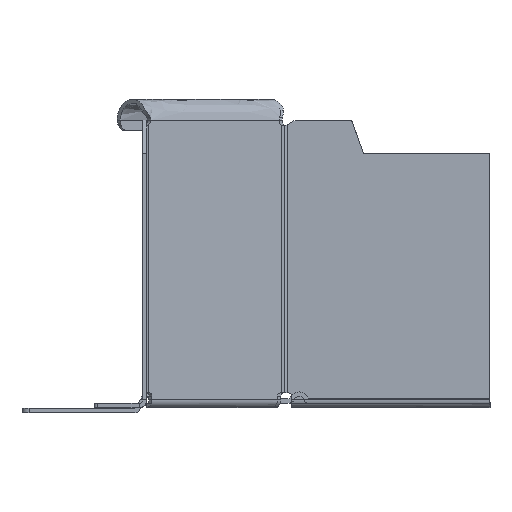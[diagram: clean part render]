
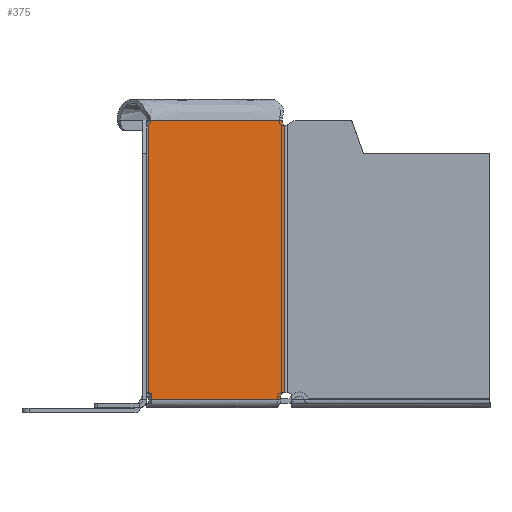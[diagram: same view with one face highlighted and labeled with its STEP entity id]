
A CAD part, front view. The second image highlights one B-rep face of the part: STEP entity #375.
In plain terms, the highlighted planar face has unit normal (0.707, -0.707, 0).
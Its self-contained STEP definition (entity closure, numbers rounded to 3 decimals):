
#375=ADVANCED_FACE('',(#774),#6185,.T.);
#774=FACE_OUTER_BOUND('',#1193,.T.);
#1193=EDGE_LOOP('',(#2962,#2963,#2964,#2965,#2966,#2967,#2968,#2969,#2970,
#2971,#2972,#2973));
#2962=ORIENTED_EDGE('',*,*,#4135,.T.);
#2963=ORIENTED_EDGE('',*,*,#4136,.T.);
#2964=ORIENTED_EDGE('',*,*,#4137,.T.);
#2965=ORIENTED_EDGE('',*,*,#4138,.T.);
#2966=ORIENTED_EDGE('',*,*,#4139,.T.);
#2967=ORIENTED_EDGE('',*,*,#4140,.T.);
#2968=ORIENTED_EDGE('',*,*,#4141,.T.);
#2969=ORIENTED_EDGE('',*,*,#4142,.T.);
#2970=ORIENTED_EDGE('',*,*,#4143,.T.);
#2971=ORIENTED_EDGE('',*,*,#4165,.T.);
#2972=ORIENTED_EDGE('',*,*,#4144,.T.);
#2973=ORIENTED_EDGE('',*,*,#4145,.T.);
#4135=EDGE_CURVE('',#5844,#5845,#5189,.T.);
#4136=EDGE_CURVE('',#5845,#5846,#5190,.T.);
#4137=EDGE_CURVE('',#5846,#5847,#4384,.T.);
#4138=EDGE_CURVE('',#5847,#5848,#5191,.T.);
#4139=EDGE_CURVE('',#5848,#5849,#5192,.T.);
#4140=EDGE_CURVE('',#5849,#5850,#5193,.T.);
#4141=EDGE_CURVE('',#5850,#5851,#4385,.T.);
#4142=EDGE_CURVE('',#5851,#5852,#5194,.T.);
#4143=EDGE_CURVE('',#5852,#5853,#5195,.T.);
#4144=EDGE_CURVE('',#5854,#5803,#5196,.T.);
#4145=EDGE_CURVE('',#5803,#5844,#4386,.T.);
#4165=EDGE_CURVE('',#5853,#5854,#4394,.T.);
#4384=(
BOUNDED_CURVE()
B_SPLINE_CURVE(2,(#16849,#16850,#16851),.UNSPECIFIED.,.F.,.F.)
B_SPLINE_CURVE_WITH_KNOTS((3,3),(0.,1.571),.UNSPECIFIED.)
CURVE()
GEOMETRIC_REPRESENTATION_ITEM()
RATIONAL_B_SPLINE_CURVE((1.,0.707,1.))
REPRESENTATION_ITEM('')
);
#4385=(
BOUNDED_CURVE()
B_SPLINE_CURVE(2,(#16858,#16859,#16860),.UNSPECIFIED.,.F.,.F.)
B_SPLINE_CURVE_WITH_KNOTS((3,3),(-1.571,0.),.UNSPECIFIED.)
CURVE()
GEOMETRIC_REPRESENTATION_ITEM()
RATIONAL_B_SPLINE_CURVE((1.,0.707,1.))
REPRESENTATION_ITEM('')
);
#4386=(
BOUNDED_CURVE()
B_SPLINE_CURVE(2,(#16867,#16868,#16869),.UNSPECIFIED.,.F.,.F.)
B_SPLINE_CURVE_WITH_KNOTS((3,3),(-1.937,0.),.UNSPECIFIED.)
CURVE()
GEOMETRIC_REPRESENTATION_ITEM()
RATIONAL_B_SPLINE_CURVE((1.,0.799,1.))
REPRESENTATION_ITEM('')
);
#4394=(
BOUNDED_CURVE()
B_SPLINE_CURVE(2,(#16911,#16912,#16913),.UNSPECIFIED.,.F.,.F.)
B_SPLINE_CURVE_WITH_KNOTS((3,3),(-1.937,0.),.UNSPECIFIED.)
CURVE()
GEOMETRIC_REPRESENTATION_ITEM()
RATIONAL_B_SPLINE_CURVE((1.,0.799,1.))
REPRESENTATION_ITEM('')
);
#5189=B_SPLINE_CURVE_WITH_KNOTS('',1,(#16845,#16846),.UNSPECIFIED.,.F.,
 .F.,(2,2),(0.,76.308),.UNSPECIFIED.);
#5190=B_SPLINE_CURVE_WITH_KNOTS('',1,(#16847,#16848),.UNSPECIFIED.,.F.,
 .F.,(2,2),(0.,0.586),.UNSPECIFIED.);
#5191=B_SPLINE_CURVE_WITH_KNOTS('',1,(#16852,#16853),.UNSPECIFIED.,.F.,
 .F.,(2,2),(0.,1.),.UNSPECIFIED.);
#5192=B_SPLINE_CURVE_WITH_KNOTS('',1,(#16854,#16855),.UNSPECIFIED.,.F.,
 .F.,(2,2),(0.,52.),.UNSPECIFIED.);
#5193=B_SPLINE_CURVE_WITH_KNOTS('',1,(#16856,#16857),.UNSPECIFIED.,.F.,
 .F.,(2,2),(-1.,0.),.UNSPECIFIED.);
#5194=B_SPLINE_CURVE_WITH_KNOTS('',1,(#16861,#16862),.UNSPECIFIED.,.F.,
 .F.,(2,2),(-0.586,0.),.UNSPECIFIED.);
#5195=B_SPLINE_CURVE_WITH_KNOTS('',1,(#16863,#16864),.UNSPECIFIED.,.F.,
 .F.,(2,2),(0.,76.308),.UNSPECIFIED.);
#5196=B_SPLINE_CURVE_WITH_KNOTS('',1,(#16865,#16866),.UNSPECIFIED.,.F.,
 .F.,(2,2),(-53.,0.),.UNSPECIFIED.);
#5803=VERTEX_POINT('',#16022);
#5844=VERTEX_POINT('',#16063);
#5845=VERTEX_POINT('',#16064);
#5846=VERTEX_POINT('',#16065);
#5847=VERTEX_POINT('',#16066);
#5848=VERTEX_POINT('',#16067);
#5849=VERTEX_POINT('',#16068);
#5850=VERTEX_POINT('',#16069);
#5851=VERTEX_POINT('',#16070);
#5852=VERTEX_POINT('',#16071);
#5853=VERTEX_POINT('',#16072);
#5854=VERTEX_POINT('',#16073);
#6185=PLANE('',#6555);
#6555=AXIS2_PLACEMENT_3D('',#15527,#6812,$);
#6812=DIRECTION('',(0.707,-0.707,0.));
#15527=CARTESIAN_POINT('',(-54.64,-198.14,87.476));
#16022=CARTESIAN_POINT('',(-96.787,-240.287,79.5));
#16063=CARTESIAN_POINT('',(-97.555,-241.055,78.058));
#16064=CARTESIAN_POINT('',(-97.555,-241.055,1.75));
#16065=CARTESIAN_POINT('',(-97.141,-240.641,1.75));
#16066=CARTESIAN_POINT('',(-96.434,-239.934,0.75));
#16067=CARTESIAN_POINT('',(-96.434,-239.934,-0.25));
#16068=CARTESIAN_POINT('',(-59.664,-203.164,-0.25));
#16069=CARTESIAN_POINT('',(-59.664,-203.164,0.75));
#16070=CARTESIAN_POINT('',(-58.957,-202.457,1.75));
#16071=CARTESIAN_POINT('',(-58.543,-202.043,1.75));
#16072=CARTESIAN_POINT('',(-58.543,-202.043,78.058));
#16073=CARTESIAN_POINT('',(-59.311,-202.811,79.5));
#16845=CARTESIAN_POINT('',(-97.555,-241.055,78.058));
#16846=CARTESIAN_POINT('',(-97.555,-241.055,1.75));
#16847=CARTESIAN_POINT('',(-97.555,-241.055,1.75));
#16848=CARTESIAN_POINT('',(-97.141,-240.641,1.75));
#16849=CARTESIAN_POINT('',(-97.141,-240.641,1.75));
#16850=CARTESIAN_POINT('',(-96.434,-239.934,1.75));
#16851=CARTESIAN_POINT('',(-96.434,-239.934,0.75));
#16852=CARTESIAN_POINT('',(-96.434,-239.934,0.75));
#16853=CARTESIAN_POINT('',(-96.434,-239.934,-0.25));
#16854=CARTESIAN_POINT('',(-96.434,-239.934,-0.25));
#16855=CARTESIAN_POINT('',(-59.664,-203.164,-0.25));
#16856=CARTESIAN_POINT('',(-59.664,-203.164,-0.25));
#16857=CARTESIAN_POINT('',(-59.664,-203.164,0.75));
#16858=CARTESIAN_POINT('',(-59.664,-203.164,0.75));
#16859=CARTESIAN_POINT('',(-59.664,-203.164,1.75));
#16860=CARTESIAN_POINT('',(-58.957,-202.457,1.75));
#16861=CARTESIAN_POINT('',(-58.957,-202.457,1.75));
#16862=CARTESIAN_POINT('',(-58.543,-202.043,1.75));
#16863=CARTESIAN_POINT('',(-58.543,-202.043,1.75));
#16864=CARTESIAN_POINT('',(-58.543,-202.043,78.058));
#16865=CARTESIAN_POINT('',(-59.311,-202.811,79.5));
#16866=CARTESIAN_POINT('',(-96.787,-240.287,79.5));
#16867=CARTESIAN_POINT('',(-96.787,-240.287,79.5));
#16868=CARTESIAN_POINT('',(-96.787,-240.287,78.37));
#16869=CARTESIAN_POINT('',(-97.555,-241.055,78.058));
#16911=CARTESIAN_POINT('',(-58.543,-202.043,78.058));
#16912=CARTESIAN_POINT('',(-59.311,-202.811,78.37));
#16913=CARTESIAN_POINT('',(-59.311,-202.811,79.5));
